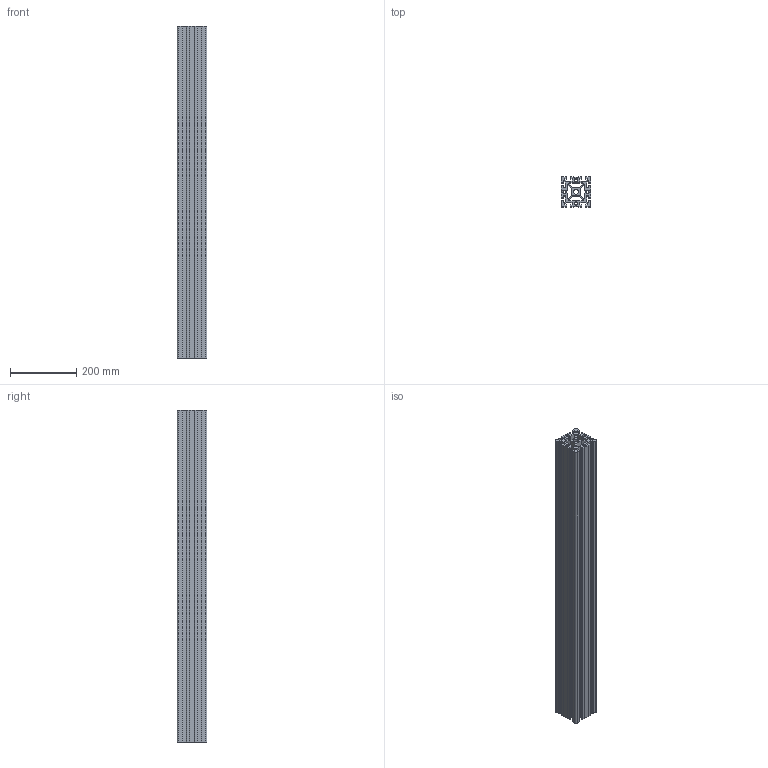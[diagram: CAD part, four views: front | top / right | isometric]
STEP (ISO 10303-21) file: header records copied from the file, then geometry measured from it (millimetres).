
FILE_DESCRIPTION(/* description */ (''),/* implementation_level */ '2;1');
FILE_NAME(/* name */ '80082_KriTec_Profil_10_90x90_schwer.stp',/* time_stamp */ '2014-09-08T11:26:31+02:00',/* author */ ('kostic'),/* organization */ (''),/* preprocessor_version */ 'ST-DEVELOPER v15.2',/* originating_system */ 'Autodesk Inventor 2014',/* authorisation */ '');
FILE_SCHEMA (('AUTOMOTIVE_DESIGN { 1 0 10303 214 3 1 1 }'));
Length unit declared in the file: millimetre
Products named in the file (1): 80082_KriTec_Profil_10_90x90_schwer
Bounding box: 90 x 90 x 1000 mm (x, y, z)
Volume: 3846376.2 mm3; surface area: 1297663 mm2
Topology: 1 solids, 1 shells, 275 faces, 819 edges, 546 vertices
Faces by surface type: plane 158, cylinder 117
Full cylindrical faces by diameter (mm): 15 x1
Entity records: 9303 total; most frequent: CARTESIAN_POINT 1640, ORIENTED_EDGE 1636, DIRECTION 1604, EDGE_CURVE 818, LINE 584, VECTOR 584, VERTEX_POINT 546, AXIS2_PLACEMENT_3D 510
